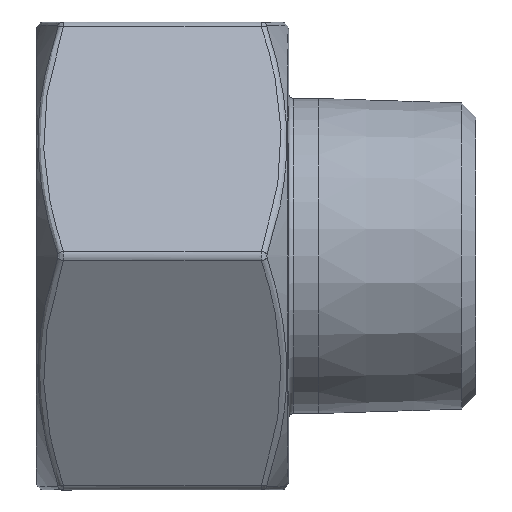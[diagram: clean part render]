
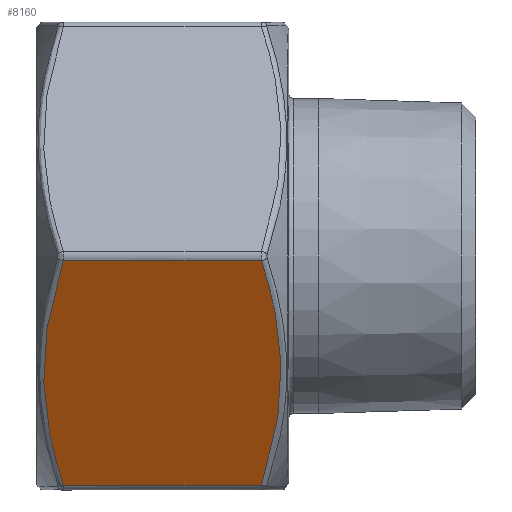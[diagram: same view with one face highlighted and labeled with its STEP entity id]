
A CAD part, front view. The second image highlights one B-rep face of the part: STEP entity #8160.
In plain terms, the highlighted planar face has unit normal (0, -0.866, -0.5).
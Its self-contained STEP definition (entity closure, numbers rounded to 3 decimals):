
#30 = CARTESIAN_POINT ( 'NONE',  ( 24.071, -28.579, -0.5 ) ) ;
#83 = VERTEX_POINT ( 'NONE', #3018 ) ;
#145 = VECTOR ( 'NONE', #6066, 1000. ) ;
#389 = B_SPLINE_CURVE_WITH_KNOTS ( 'NONE', 3,
 ( #5597, #6767, #9603, #8627, #3660, #3518, #12706, #2553, #1569, #7621, #12641, #11617, #2680, #3789 ),
 .UNSPECIFIED., .F., .F.,
 ( 4, 2, 2, 2, 2, 2, 4 ),
 ( 0., 0.007, 0.014, 0.016, 0.017, 0.021, 0.028 ),
 .UNSPECIFIED. ) ;
#682 = CARTESIAN_POINT ( 'NONE',  ( 26.095, -23.109, -9.974 ) ) ;
#761 = DIRECTION ( 'NONE',  ( 0., -0.866, -0.5 ) ) ;
#1120 = CARTESIAN_POINT ( 'NONE',  ( 13.5, -14.434, -25. ) ) ;
#1569 = CARTESIAN_POINT ( 'NONE',  ( 0.905, -20.192, -15.026 ) ) ;
#1791 = EDGE_CURVE ( 'NONE', #9423, #10702, #5577, .T. ) ;
#2553 = CARTESIAN_POINT ( 'NONE',  ( 0.869, -20.486, -14.517 ) ) ;
#2634 = CARTESIAN_POINT ( 'NONE',  ( 24.071, -28.579, -0.5 ) ) ;
#2680 = CARTESIAN_POINT ( 'NONE',  ( 2.281, -15.856, -22.537 ) ) ;
#3018 = CARTESIAN_POINT ( 'NONE',  ( 24.071, -14.722, -24.5 ) ) ;
#3518 = CARTESIAN_POINT ( 'NONE',  ( 0.808, -21.371, -12.984 ) ) ;
#3600 = CARTESIAN_POINT ( 'NONE',  ( 26.192, -21.93, -12.016 ) ) ;
#3660 = CARTESIAN_POINT ( 'NONE',  ( 0.81, -22.842, -10.436 ) ) ;
#3741 = CARTESIAN_POINT ( 'NONE',  ( 25.251, -16.994, -20.566 ) ) ;
#3789 = CARTESIAN_POINT ( 'NONE',  ( 2.929, -14.722, -24.5 ) ) ;
#3792 = VECTOR ( 'NONE', #5202, 1000. ) ;
#4194 = ORIENTED_EDGE ( 'NONE', *, *, #6244, .T. ) ;
#4356 = LINE ( 'NONE', #6378, #3792 ) ;
#4633 = AXIS2_PLACEMENT_3D ( 'NONE', #1120, #761, #8767 ) ;
#4824 = CARTESIAN_POINT ( 'NONE',  ( 26.18, -22.226, -11.504 ) ) ;
#5068 = PLANE ( 'NONE',  #4633 ) ;
#5202 = DIRECTION ( 'NONE',  ( 1., 0., 0. ) ) ;
#5577 = LINE ( 'NONE', #9583, #145 ) ;
#5597 = CARTESIAN_POINT ( 'NONE',  ( 2.929, -28.579, -0.5 ) ) ;
#5998 = EDGE_CURVE ( 'NONE', #83, #9423, #8027, .T. ) ;
#6066 = DIRECTION ( 'NONE',  ( -1., 0., 0. ) ) ;
#6244 = EDGE_CURVE ( 'NONE', #9490, #83, #4356, .T. ) ;
#6251 = CARTESIAN_POINT ( 'NONE',  ( 2.929, -28.579, -0.5 ) ) ;
#6323 = EDGE_CURVE ( 'NONE', #10702, #9490, #389, .T. ) ;
#6378 = CARTESIAN_POINT ( 'NONE',  ( 13.5, -14.722, -24.5 ) ) ;
#6719 = FACE_OUTER_BOUND ( 'NONE', #10275, .T. ) ;
#6767 = CARTESIAN_POINT ( 'NONE',  ( 2.282, -27.447, -2.46 ) ) ;
#6782 = CARTESIAN_POINT ( 'NONE',  ( 25.253, -26.303, -4.442 ) ) ;
#7563 = CARTESIAN_POINT ( 'NONE',  ( 24.071, -14.722, -24.5 ) ) ;
#7594 = CARTESIAN_POINT ( 'NONE',  ( 2.929, -14.722, -24.5 ) ) ;
#7621 = CARTESIAN_POINT ( 'NONE',  ( 1.05, -19.314, -16.547 ) ) ;
#7635 = CARTESIAN_POINT ( 'NONE',  ( 25.807, -24.569, -7.446 ) ) ;
#7689 = ORIENTED_EDGE ( 'NONE', *, *, #5998, .T. ) ;
#8027 = B_SPLINE_CURVE_WITH_KNOTS ( 'NONE', 3,
 ( #7563, #8642, #3741, #12791, #9619, #3600, #4824, #11563, #682, #10715, #7635, #6782, #10777, #2634 ),
 .UNSPECIFIED., .F., .F.,
 ( 4, 2, 2, 2, 2, 2, 4 ),
 ( 0., 0.007, 0.014, 0.016, 0.017, 0.021, 0.028 ),
 .UNSPECIFIED. ) ;
#8160 = ADVANCED_FACE ( 'NONE', ( #6719 ), #5068, .T. ) ;
#8627 = CARTESIAN_POINT ( 'NONE',  ( 1.012, -24.005, -8.422 ) ) ;
#8642 = CARTESIAN_POINT ( 'NONE',  ( 24.718, -15.854, -22.54 ) ) ;
#8767 = DIRECTION ( 'NONE',  ( 0., -0.5, 0.866 ) ) ;
#9205 = ORIENTED_EDGE ( 'NONE', *, *, #6323, .T. ) ;
#9255 = ORIENTED_EDGE ( 'NONE', *, *, #1791, .T. ) ;
#9423 = VERTEX_POINT ( 'NONE', #30 ) ;
#9490 = VERTEX_POINT ( 'NONE', #7594 ) ;
#9583 = CARTESIAN_POINT ( 'NONE',  ( 13.5, -28.579, -0.5 ) ) ;
#9603 = CARTESIAN_POINT ( 'NONE',  ( 1.749, -26.308, -4.434 ) ) ;
#9619 = CARTESIAN_POINT ( 'NONE',  ( 26.19, -20.459, -14.564 ) ) ;
#10275 = EDGE_LOOP ( 'NONE', ( #4194, #7689, #9255, #9205 ) ) ;
#10702 = VERTEX_POINT ( 'NONE', #6251 ) ;
#10715 = CARTESIAN_POINT ( 'NONE',  ( 25.95, -23.987, -8.453 ) ) ;
#10777 = CARTESIAN_POINT ( 'NONE',  ( 24.719, -27.446, -2.463 ) ) ;
#11563 = CARTESIAN_POINT ( 'NONE',  ( 26.131, -22.815, -10.483 ) ) ;
#11617 = CARTESIAN_POINT ( 'NONE',  ( 1.747, -16.998, -20.558 ) ) ;
#12641 = CARTESIAN_POINT ( 'NONE',  ( 1.193, -18.733, -17.554 ) ) ;
#12706 = CARTESIAN_POINT ( 'NONE',  ( 0.82, -21.075, -13.496 ) ) ;
#12791 = CARTESIAN_POINT ( 'NONE',  ( 25.988, -19.296, -16.578 ) ) ;
